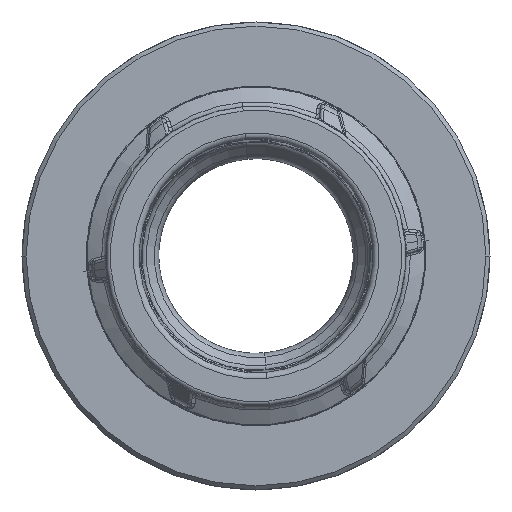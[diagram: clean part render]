
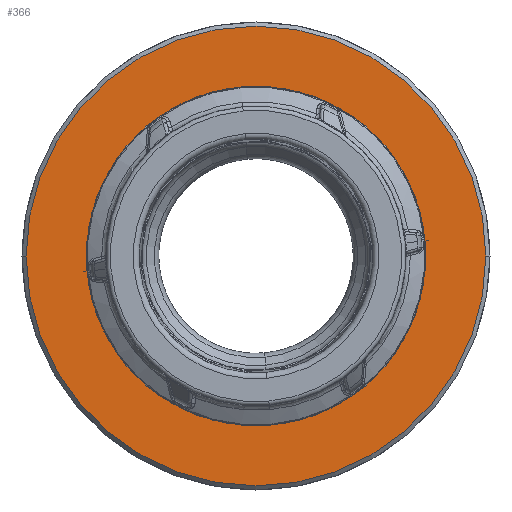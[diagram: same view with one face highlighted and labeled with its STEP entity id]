
A CAD part, front view. The second image highlights one B-rep face of the part: STEP entity #366.
In plain terms, the highlighted planar face has unit normal (0, -1, 0).
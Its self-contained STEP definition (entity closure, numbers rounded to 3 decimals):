
#366=ADVANCED_FACE('',(#1009,#1010),#1011,.F.);
#1009=FACE_OUTER_BOUND('',#1953,.T.);
#1010=FACE_BOUND('',#1954,.T.);
#1011=PLANE('',#1955);
#1953=EDGE_LOOP('',(#4649,#4650));
#1954=EDGE_LOOP('',(#4651,#4652));
#1955=AXIS2_PLACEMENT_3D('',#4653,#4654,#4655);
#4649=ORIENTED_EDGE('',*,*,#7117,.F.);
#4650=ORIENTED_EDGE('',*,*,#7109,.F.);
#4651=ORIENTED_EDGE('',*,*,#7118,.T.);
#4652=ORIENTED_EDGE('',*,*,#7113,.T.);
#4653=CARTESIAN_POINT('',(0.,0.,0.0));
#4654=DIRECTION('',(0.0,1.0,0.0));
#4655=DIRECTION('',(1.0,0.0,-0.0));
#7109=EDGE_CURVE('',#8214,#8216,#8217,.T.);
#7113=EDGE_CURVE('',#8223,#8220,#8224,.T.);
#7117=EDGE_CURVE('',#8216,#8214,#8229,.T.);
#7118=EDGE_CURVE('',#8220,#8223,#8230,.T.);
#8214=VERTEX_POINT('',#9880);
#8216=VERTEX_POINT('',#9883);
#8217=CIRCLE('',#9884,38.35);
#8220=VERTEX_POINT('',#9888);
#8223=VERTEX_POINT('',#9892);
#8224=CIRCLE('',#9893,28.325);
#8229=CIRCLE('',#9899,38.35);
#8230=CIRCLE('',#9900,28.325);
#9880=CARTESIAN_POINT('',(38.35,0.,0.));
#9883=CARTESIAN_POINT('',(-38.35,0.,0.));
#9884=AXIS2_PLACEMENT_3D('',#12420,#12421,#12422);
#9888=CARTESIAN_POINT('',(28.325,0.,0.));
#9892=CARTESIAN_POINT('',(-28.325,0.,0.));
#9893=AXIS2_PLACEMENT_3D('',#12425,#12426,#12427);
#9899=AXIS2_PLACEMENT_3D('',#12432,#12433,#12434);
#9900=AXIS2_PLACEMENT_3D('',#12435,#12436,#12437);
#12420=CARTESIAN_POINT('',(0.0,0.,0.0));
#12421=DIRECTION('',(-0.0,1.0,0.0));
#12422=DIRECTION('',(1.0,0.0,0.0));
#12425=CARTESIAN_POINT('',(0.0,0.,0.0));
#12426=DIRECTION('',(0.0,1.0,0.0));
#12427=DIRECTION('',(-1.0,0.0,0.0));
#12432=CARTESIAN_POINT('',(0.0,0.,0.0));
#12433=DIRECTION('',(-0.0,1.0,0.0));
#12434=DIRECTION('',(1.0,0.0,0.0));
#12435=CARTESIAN_POINT('',(0.0,0.,0.0));
#12436=DIRECTION('',(0.0,1.0,0.0));
#12437=DIRECTION('',(-1.0,0.0,0.0));
